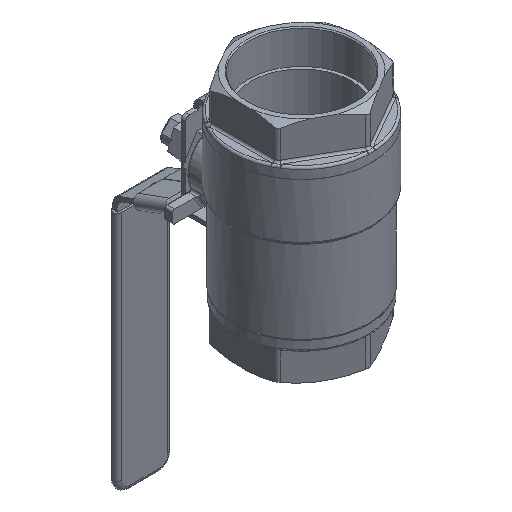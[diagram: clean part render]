
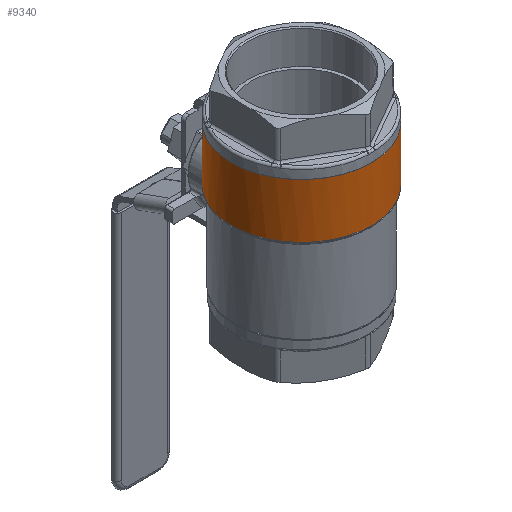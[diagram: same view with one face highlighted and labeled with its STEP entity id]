
A CAD part, isometric view. The second image highlights one B-rep face of the part: STEP entity #9340.
In plain terms, the highlighted cylindrical face has radius 66 mm (diameter 132 mm), a full revolution.
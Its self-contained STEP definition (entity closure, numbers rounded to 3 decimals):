
#244=B_SPLINE_CURVE_WITH_KNOTS('',3,(#13979,#13980,#13981,#13982,#13983,
#13984,#13985,#13986,#13987,#13988),.UNSPECIFIED.,.F.,.F.,(4,1,1,1,1,1,
1,4),(-8.004,-6.861,-5.717,-4.574,
-3.43,-2.287,-1.143,0.),.UNSPECIFIED.);
#1412=FACE_OUTER_BOUND('',#1954,.T.);
#1954=EDGE_LOOP('',(#7129,#7130,#7131,#7132,#7133,#7134));
#2501=LINE('',#15446,#3217);
#3217=VECTOR('',#11435,66.);
#4003=CIRCLE('',#10188,66.);
#4004=CIRCLE('',#10189,66.);
#4005=CIRCLE('',#10191,66.);
#4302=VERTEX_POINT('',#13898);
#4303=VERTEX_POINT('',#13978);
#4450=VERTEX_POINT('',#15441);
#4451=VERTEX_POINT('',#15445);
#5250=EDGE_CURVE('',#4302,#4303,#244,.T.);
#5458=EDGE_CURVE('',#4303,#4450,#4003,.T.);
#5459=EDGE_CURVE('',#4450,#4302,#4004,.T.);
#5460=EDGE_CURVE('',#4450,#4451,#2501,.T.);
#5461=EDGE_CURVE('',#4451,#4451,#4005,.T.);
#7129=ORIENTED_EDGE('',*,*,#5250,.F.);
#7130=ORIENTED_EDGE('',*,*,#5459,.F.);
#7131=ORIENTED_EDGE('',*,*,#5460,.T.);
#7132=ORIENTED_EDGE('',*,*,#5461,.T.);
#7133=ORIENTED_EDGE('',*,*,#5460,.F.);
#7134=ORIENTED_EDGE('',*,*,#5458,.F.);
#9128=CYLINDRICAL_SURFACE('',#10190,66.);
#9340=ADVANCED_FACE('',(#1412),#9128,.T.);
#10188=AXIS2_PLACEMENT_3D('',#15442,#11429,#11430);
#10189=AXIS2_PLACEMENT_3D('',#15443,#11431,#11432);
#10190=AXIS2_PLACEMENT_3D('',#15444,#11433,#11434);
#10191=AXIS2_PLACEMENT_3D('',#15447,#11436,#11437);
#11429=DIRECTION('center_axis',(0.,0.,-1.));
#11430=DIRECTION('ref_axis',(0.,1.,0.));
#11431=DIRECTION('center_axis',(0.,0.,-1.));
#11432=DIRECTION('ref_axis',(0.,1.,0.));
#11433=DIRECTION('center_axis',(0.,0.,-1.));
#11434=DIRECTION('ref_axis',(-1.,0.,0.));
#11435=DIRECTION('',(0.,0.,1.));
#11436=DIRECTION('center_axis',(0.,0.,-1.));
#11437=DIRECTION('ref_axis',(-1.,0.,0.));
#13898=CARTESIAN_POINT('',(-29.293,59.143,-93.268));
#13978=CARTESIAN_POINT('',(29.293,59.143,-93.268));
#13979=CARTESIAN_POINT('Ctrl Pts',(-29.293,59.143,-93.268));
#13980=CARTESIAN_POINT('Ctrl Pts',(-27.785,59.89,-89.913));
#13981=CARTESIAN_POINT('Ctrl Pts',(-23.809,61.716,-83.802));
#13982=CARTESIAN_POINT('Ctrl Pts',(-15.499,64.394,-77.045));
#13983=CARTESIAN_POINT('Ctrl Pts',(-5.406,66.067,-73.349));
#13984=CARTESIAN_POINT('Ctrl Pts',(5.408,66.07,-73.346));
#13985=CARTESIAN_POINT('Ctrl Pts',(15.497,64.392,-77.046));
#13986=CARTESIAN_POINT('Ctrl Pts',(23.81,61.717,-83.802));
#13987=CARTESIAN_POINT('Ctrl Pts',(27.785,59.89,-89.913));
#13988=CARTESIAN_POINT('Ctrl Pts',(29.293,59.143,-93.268));
#15441=CARTESIAN_POINT('',(66.,0.,-93.268));
#15442=CARTESIAN_POINT('Origin',(0.,0.,-93.268));
#15443=CARTESIAN_POINT('Origin',(0.,0.,-93.268));
#15444=CARTESIAN_POINT('Origin',(0.,0.,-42.1));
#15445=CARTESIAN_POINT('',(66.,0.,-42.1));
#15446=CARTESIAN_POINT('',(66.,0.,-42.1));
#15447=CARTESIAN_POINT('Origin',(0.,0.,-42.1));
